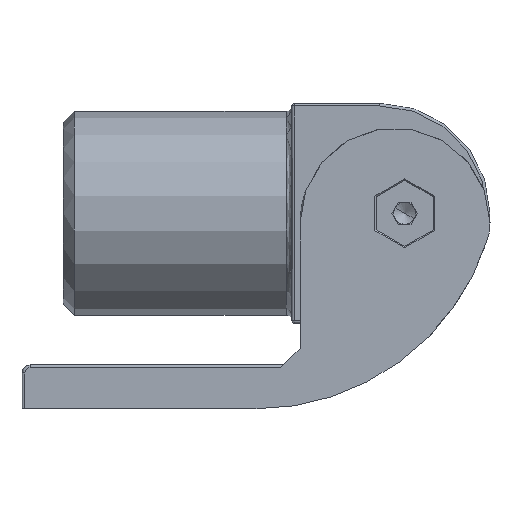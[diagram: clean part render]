
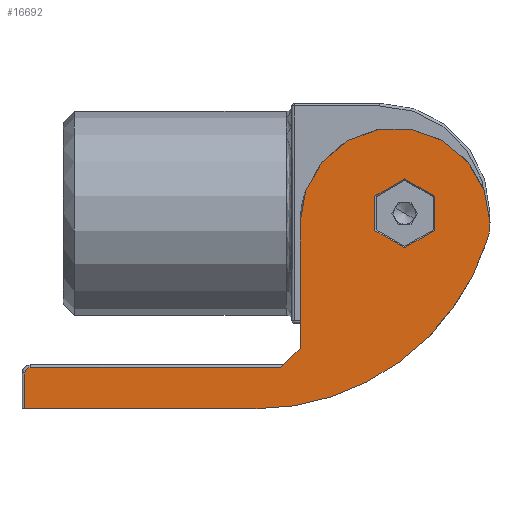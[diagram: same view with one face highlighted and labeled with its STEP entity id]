
A CAD part, front view. The second image highlights one B-rep face of the part: STEP entity #16692.
In plain terms, the highlighted planar face has unit normal (0, -1, 0).
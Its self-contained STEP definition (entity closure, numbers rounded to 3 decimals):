
#189 = CIRCLE ( 'NONE', #10254, 1. ) ;
#385 = CARTESIAN_POINT ( 'NONE',  ( 8., -27.5, -14.5 ) ) ;
#403 = ORIENTED_EDGE ( 'NONE', *, *, #10942, .F. ) ;
#690 = EDGE_CURVE ( 'NONE', #13214, #12364, #10277, .T. ) ;
#695 = CARTESIAN_POINT ( 'NONE',  ( -42.5, -27.5, -25.5 ) ) ;
#867 = EDGE_CURVE ( 'NONE', #16917, #11693, #18866, .T. ) ;
#1015 = VERTEX_POINT ( 'NONE', #1140 ) ;
#1101 = VECTOR ( 'NONE', #9428, 1000. ) ;
#1130 = VECTOR ( 'NONE', #18787, 1000. ) ;
#1140 = CARTESIAN_POINT ( 'NONE',  ( -41., -27.5, -18. ) ) ;
#1377 = ORIENTED_EDGE ( 'NONE', *, *, #3890, .F. ) ;
#1468 = LINE ( 'NONE', #14857, #1130 ) ;
#1838 = ORIENTED_EDGE ( 'NONE', *, *, #3684, .T. ) ;
#2241 = VERTEX_POINT ( 'NONE', #18907 ) ;
#2265 = ORIENTED_EDGE ( 'NONE', *, *, #11990, .F. ) ;
#2325 = DIRECTION ( 'NONE',  ( 0., 0., 1. ) ) ;
#2524 = DIRECTION ( 'NONE',  ( 0., 1., 0. ) ) ;
#2620 = LINE ( 'NONE', #17480, #1101 ) ;
#2695 = EDGE_CURVE ( 'NONE', #8621, #20663, #2620, .T. ) ;
#3661 = DIRECTION ( 'NONE',  ( 0., 0., 1. ) ) ;
#3684 = EDGE_CURVE ( 'NONE', #1015, #16917, #189, .T. ) ;
#3747 = AXIS2_PLACEMENT_3D ( 'NONE', #5887, #4009, #23332 ) ;
#3885 = CIRCLE ( 'NONE', #9101, 17.25 ) ;
#3890 = EDGE_CURVE ( 'NONE', #22382, #15330, #3885, .T. ) ;
#3991 = CARTESIAN_POINT ( 'NONE',  ( 0., -27.5, 18.612 ) ) ;
#4009 = DIRECTION ( 'NONE',  ( 0., -1., 0. ) ) ;
#4238 = VECTOR ( 'NONE', #4416, 1000. ) ;
#4416 = DIRECTION ( 'NONE',  ( 0., 0., 1. ) ) ;
#4595 = AXIS2_PLACEMENT_3D ( 'NONE', #15953, #19299, #11593 ) ;
#5449 = DIRECTION ( 'NONE',  ( 0., 0., 1. ) ) ;
#5793 = CARTESIAN_POINT ( 'NONE',  ( 27., -27.5, 10. ) ) ;
#5887 = CARTESIAN_POINT ( 'NONE',  ( 27., -27.5, 10. ) ) ;
#6200 = DIRECTION ( 'NONE',  ( 0., 0., -1. ) ) ;
#6734 = CARTESIAN_POINT ( 'NONE',  ( 27., -27.5, 3.75 ) ) ;
#6941 = FACE_BOUND ( 'NONE', #7088, .T. ) ;
#7088 = EDGE_LOOP ( 'NONE', ( #10655, #20256 ) ) ;
#7129 = CARTESIAN_POINT ( 'NONE',  ( 25.25, -27.5, 8.25 ) ) ;
#7570 = LINE ( 'NONE', #385, #4238 ) ;
#7711 = CIRCLE ( 'NONE', #4595, 10. ) ;
#7715 = DIRECTION ( 'NONE',  ( 0., 1., 0. ) ) ;
#8621 = VERTEX_POINT ( 'NONE', #24272 ) ;
#8876 = EDGE_CURVE ( 'NONE', #12364, #13214, #13478, .T. ) ;
#9101 = AXIS2_PLACEMENT_3D ( 'NONE', #10159, #17878, #2325 ) ;
#9428 = DIRECTION ( 'NONE',  ( 0.707, 0., 0.707 ) ) ;
#10159 = CARTESIAN_POINT ( 'NONE',  ( 25.25, -27.5, 8.25 ) ) ;
#10254 = AXIS2_PLACEMENT_3D ( 'NONE', #19005, #11390, #5449 ) ;
#10277 = CIRCLE ( 'NONE', #24177, 6.25 ) ;
#10559 = CARTESIAN_POINT ( 'NONE',  ( -42., -27.5, -25.5 ) ) ;
#10655 = ORIENTED_EDGE ( 'NONE', *, *, #690, .F. ) ;
#10942 = EDGE_CURVE ( 'NONE', #11159, #2241, #13555, .T. ) ;
#11159 = VERTEX_POINT ( 'NONE', #18482 ) ;
#11242 = ORIENTED_EDGE ( 'NONE', *, *, #24536, .F. ) ;
#11390 = DIRECTION ( 'NONE',  ( 0., -1., 0. ) ) ;
#11593 = DIRECTION ( 'NONE',  ( 0., 0., -1. ) ) ;
#11693 = VERTEX_POINT ( 'NONE', #10559 ) ;
#11968 = DIRECTION ( 'NONE',  ( 0., -1., 0. ) ) ;
#11990 = EDGE_CURVE ( 'NONE', #15330, #11159, #7711, .T. ) ;
#12115 = VECTOR ( 'NONE', #6200, 1000. ) ;
#12364 = VERTEX_POINT ( 'NONE', #18587 ) ;
#12918 = EDGE_LOOP ( 'NONE', ( #15592, #18409, #1838, #21066, #11242, #403, #2265, #1377, #15860 ) ) ;
#13214 = VERTEX_POINT ( 'NONE', #6734 ) ;
#13387 = LINE ( 'NONE', #695, #24092 ) ;
#13478 = CIRCLE ( 'NONE', #3747, 6.25 ) ;
#13555 = CIRCLE ( 'NONE', #24897, 44.112 ) ;
#14182 = DIRECTION ( 'NONE',  ( -1., 0., 0. ) ) ;
#14857 = CARTESIAN_POINT ( 'NONE',  ( 25.25, -27.5, -18. ) ) ;
#15330 = VERTEX_POINT ( 'NONE', #18994 ) ;
#15592 = ORIENTED_EDGE ( 'NONE', *, *, #2695, .F. ) ;
#15860 = ORIENTED_EDGE ( 'NONE', *, *, #16075, .F. ) ;
#15953 = CARTESIAN_POINT ( 'NONE',  ( 32.5, -27.5, 8.25 ) ) ;
#16075 = EDGE_CURVE ( 'NONE', #20663, #22382, #7570, .T. ) ;
#16125 = CARTESIAN_POINT ( 'NONE',  ( -42., -27.5, 8.25 ) ) ;
#16372 = DIRECTION ( 'NONE',  ( 0., 0., -1. ) ) ;
#16558 = CARTESIAN_POINT ( 'NONE',  ( 8., -27.5, 8.25 ) ) ;
#16692 = ADVANCED_FACE ( 'NONE', ( #6941, #19839 ), #25018, .F. ) ;
#16917 = VERTEX_POINT ( 'NONE', #22764 ) ;
#17480 = CARTESIAN_POINT ( 'NONE',  ( 5., -27.5, -17.5 ) ) ;
#17878 = DIRECTION ( 'NONE',  ( 0., 1., 0. ) ) ;
#18409 = ORIENTED_EDGE ( 'NONE', *, *, #24766, .T. ) ;
#18482 = CARTESIAN_POINT ( 'NONE',  ( 42.027, -27.5, 5.212 ) ) ;
#18587 = CARTESIAN_POINT ( 'NONE',  ( 27., -27.5, 16.25 ) ) ;
#18787 = DIRECTION ( 'NONE',  ( -1., 0., 0. ) ) ;
#18866 = LINE ( 'NONE', #16125, #12115 ) ;
#18907 = CARTESIAN_POINT ( 'NONE',  ( 0., -27.5, -25.5 ) ) ;
#18994 = CARTESIAN_POINT ( 'NONE',  ( 42.5, -27.5, 8.25 ) ) ;
#19005 = CARTESIAN_POINT ( 'NONE',  ( -41., -27.5, -19. ) ) ;
#19299 = DIRECTION ( 'NONE',  ( 0., 1., 0. ) ) ;
#19689 = DIRECTION ( 'NONE',  ( 0., 0., -1. ) ) ;
#19839 = FACE_OUTER_BOUND ( 'NONE', #12918, .T. ) ;
#20256 = ORIENTED_EDGE ( 'NONE', *, *, #8876, .F. ) ;
#20663 = VERTEX_POINT ( 'NONE', #20674 ) ;
#20674 = CARTESIAN_POINT ( 'NONE',  ( 8., -27.5, -14.5 ) ) ;
#21066 = ORIENTED_EDGE ( 'NONE', *, *, #867, .T. ) ;
#22382 = VERTEX_POINT ( 'NONE', #16558 ) ;
#22764 = CARTESIAN_POINT ( 'NONE',  ( -42., -27.5, -19. ) ) ;
#23332 = DIRECTION ( 'NONE',  ( 0., 0., -1. ) ) ;
#24092 = VECTOR ( 'NONE', #14182, 1000. ) ;
#24162 = AXIS2_PLACEMENT_3D ( 'NONE', #7129, #7715, #3661 ) ;
#24177 = AXIS2_PLACEMENT_3D ( 'NONE', #5793, #11968, #19689 ) ;
#24272 = CARTESIAN_POINT ( 'NONE',  ( 4.5, -27.5, -18. ) ) ;
#24536 = EDGE_CURVE ( 'NONE', #2241, #11693, #13387, .T. ) ;
#24766 = EDGE_CURVE ( 'NONE', #8621, #1015, #1468, .T. ) ;
#24897 = AXIS2_PLACEMENT_3D ( 'NONE', #3991, #2524, #16372 ) ;
#25018 = PLANE ( 'NONE',  #24162 ) ;
